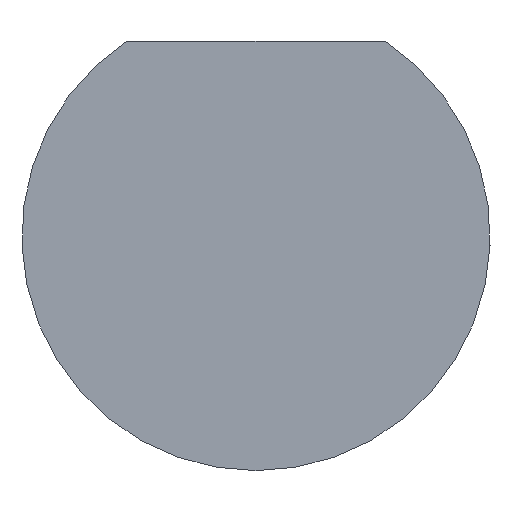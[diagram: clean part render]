
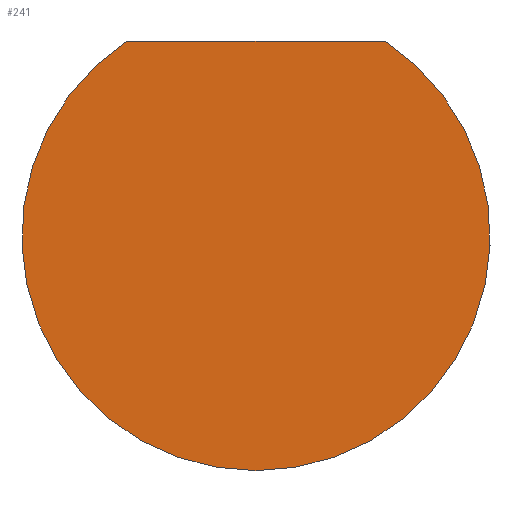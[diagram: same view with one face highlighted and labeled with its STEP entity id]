
A CAD part, left-side view. The second image highlights one B-rep face of the part: STEP entity #241.
In plain terms, the highlighted planar face has unit normal (-1, 0, 0).
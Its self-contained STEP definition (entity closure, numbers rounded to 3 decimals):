
#241=ADVANCED_FACE('',(#433),#434,.T.);
#433=FACE_OUTER_BOUND('',#596,.T.);
#434=PLANE('',#597);
#596=EDGE_LOOP('',(#977,#978,#979));
#597=AXIS2_PLACEMENT_3D('',#980,#981,#982);
#977=ORIENTED_EDGE('',*,*,#1114,.T.);
#978=ORIENTED_EDGE('',*,*,#1118,.F.);
#979=ORIENTED_EDGE('',*,*,#1111,.F.);
#980=CARTESIAN_POINT('',(0.0,0.0,3.0));
#981=DIRECTION('',(-1.0,-0.0,-0.0));
#982=DIRECTION('',(0.0,0.0,-1.0));
#1111=EDGE_CURVE('',#1311,#1307,#1313,.T.);
#1114=EDGE_CURVE('',#1311,#1315,#1318,.T.);
#1118=EDGE_CURVE('',#1307,#1315,#1322,.T.);
#1307=VERTEX_POINT('',#1557);
#1311=VERTEX_POINT('',#1562);
#1313=CIRCLE('',#1565,6.0);
#1315=VERTEX_POINT('',#1567);
#1318=LINE('',#1571,#1572);
#1322=CIRCLE('',#1578,6.0);
#1557=CARTESIAN_POINT('',(0.0,0.,-6.0));
#1562=CARTESIAN_POINT('',(0.0,-3.317,5.0));
#1565=AXIS2_PLACEMENT_3D('',#1750,#1751,#1752);
#1567=CARTESIAN_POINT('',(0.0,3.317,5.0));
#1571=CARTESIAN_POINT('',(0.0,3.0,5.0));
#1572=VECTOR('',#1754,1.0);
#1578=AXIS2_PLACEMENT_3D('',#1757,#1758,#1759);
#1750=CARTESIAN_POINT('',(0.0,0.0,0.0));
#1751=DIRECTION('',(1.0,0.0,-0.0));
#1752=DIRECTION('',(0.0,0.0,1.0));
#1754=DIRECTION('',(-0.0,1.0,0.0));
#1757=CARTESIAN_POINT('',(0.0,0.0,0.0));
#1758=DIRECTION('',(1.0,0.0,-0.0));
#1759=DIRECTION('',(0.0,0.0,1.0));
